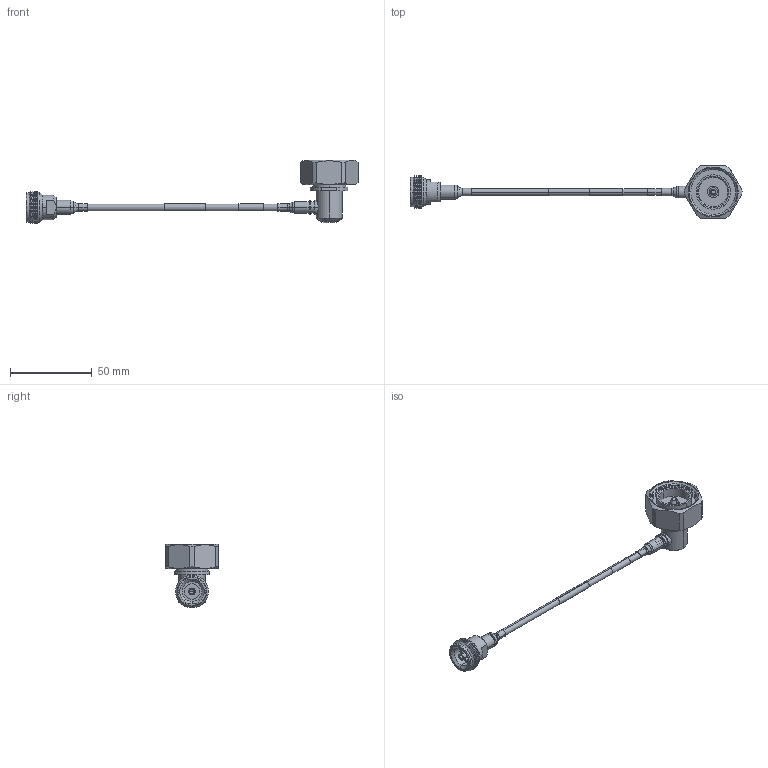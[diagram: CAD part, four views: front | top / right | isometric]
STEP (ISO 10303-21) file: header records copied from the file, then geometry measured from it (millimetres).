
FILE_DESCRIPTION (( 'STEP AP214' ), '1' );
FILE_NAME ('FMCA2469_3D.step', '2024-07-18T18:15:53', ( '' ), ( '' ), 'SwSTEP 2.0', 'SolidWorks 2022', '' );
FILE_SCHEMA (( 'AUTOMOTIVE_DESIGN' ));
Length unit declared in the file: inch
Products named in the file (6): FMCA2469_3D; Copy of TFT-402-MA1^FMCA2469; Copy of TFT-402-MA1^FMCA2469_1.5; Copy of TC-402-4195F-LP-PE^FMCA2469; Copy of TC-402-716M-RA-LP-FM^FMCA2469; Copy of TFT-402-LF^FMCA2469_LABEL PE+FM
Assembly tree (5 placements, depth 2):
  FMCA2469_3D
    Copy of TFT-402-LF^FMCA2469_LABEL PE+FM
    Copy of TFT-402-MA1^FMCA2469_1.5
    Copy of TFT-402-MA1^FMCA2469
    Copy of TC-402-4195F-LP-PE^FMCA2469
    Copy of TC-402-716M-RA-LP-FM^FMCA2469
Bounding box: 203.04 x 31.86 x 38.9 mm (x, y, z)
Volume: 20549.5 mm3; surface area: 13042.7 mm2
Topology: 6 solids, 6 shells, 275 faces, 604 edges, 361 vertices
Faces by surface type: cylinder 100, cone 76, plane 65, torus 24, bspline 10
Entity records: 9125 total; most frequent: CARTESIAN_POINT 2616, DIRECTION 1396, ORIENTED_EDGE 1204, EDGE_CURVE 602, AXIS2_PLACEMENT_3D 583, VERTEX_POINT 361, CIRCLE 310, EDGE_LOOP 305
